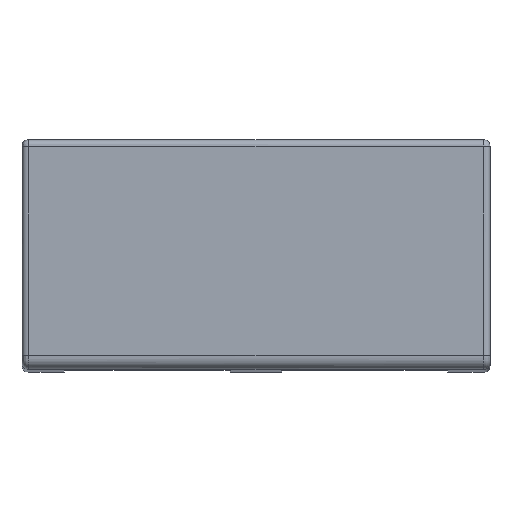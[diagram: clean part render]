
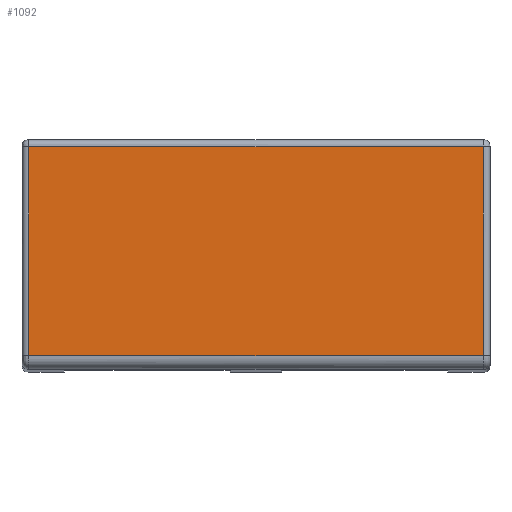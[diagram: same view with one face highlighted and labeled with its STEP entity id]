
A CAD part, top view. The second image highlights one B-rep face of the part: STEP entity #1092.
In plain terms, the highlighted planar face has unit normal (0, 0, 1).
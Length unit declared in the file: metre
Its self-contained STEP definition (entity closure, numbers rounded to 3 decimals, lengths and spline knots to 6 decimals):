
#51=B_SPLINE_CURVE_WITH_KNOTS('',3,(#1663,#1664,#1665,#1666),
 .UNSPECIFIED.,.F.,.F.,(4,4),(0.014578,0.985422),
 .UNSPECIFIED.);
#52=B_SPLINE_CURVE_WITH_KNOTS('',3,(#1669,#1670,#1671,#1672),
 .UNSPECIFIED.,.F.,.F.,(4,4),(0.,1.),.UNSPECIFIED.);
#53=B_SPLINE_CURVE_WITH_KNOTS('',3,(#1674,#1675,#1676,#1677),
 .UNSPECIFIED.,.F.,.F.,(4,4),(0.,1.),.UNSPECIFIED.);
#54=B_SPLINE_CURVE_WITH_KNOTS('',3,(#1679,#1680,#1681,#1682),
 .UNSPECIFIED.,.F.,.F.,(4,4),(0.,1.),.UNSPECIFIED.);
#393=ORIENTED_EDGE('',*,*,#697,.T.);
#394=ORIENTED_EDGE('',*,*,#698,.T.);
#395=ORIENTED_EDGE('',*,*,#699,.T.);
#396=ORIENTED_EDGE('',*,*,#700,.T.);
#697=EDGE_CURVE('',#843,#844,#51,.T.);
#698=EDGE_CURVE('',#844,#845,#52,.T.);
#699=EDGE_CURVE('',#845,#846,#53,.T.);
#700=EDGE_CURVE('',#846,#843,#54,.T.);
#843=VERTEX_POINT('',#1667);
#844=VERTEX_POINT('',#1668);
#845=VERTEX_POINT('',#1673);
#846=VERTEX_POINT('',#1678);
#905=EDGE_LOOP('',(#393,#394,#395,#396));
#979=FACE_BOUND('',#905,.T.);
#1051=PLANE('',#1176);
#1092=ADVANCED_FACE('',(#979),#1051,.T.);
#1176=AXIS2_PLACEMENT_3D('',#1662,#1328,#1329);
#1328=DIRECTION('',(0.,0.,1.));
#1329=DIRECTION('',(1.,0.,0.));
#1662=CARTESIAN_POINT('',(0.0093,-0.009247,0.03184));
#1663=CARTESIAN_POINT('',(-0.057295,-0.037926,0.03184));
#1664=CARTESIAN_POINT('',(-0.012898,-0.037926,0.03184));
#1665=CARTESIAN_POINT('',(0.031498,-0.037926,0.03184));
#1666=CARTESIAN_POINT('',(0.075895,-0.037926,0.03184));
#1667=CARTESIAN_POINT('',(-0.057295,-0.037926,0.03184));
#1668=CARTESIAN_POINT('',(0.075895,-0.037926,0.03184));
#1669=CARTESIAN_POINT('',(0.075895,-0.037926,0.03184));
#1670=CARTESIAN_POINT('',(0.075895,-0.017517,0.03184));
#1671=CARTESIAN_POINT('',(0.075895,0.002891,0.03184));
#1672=CARTESIAN_POINT('',(0.075895,0.0233,0.03184));
#1673=CARTESIAN_POINT('',(0.075895,0.0233,0.03184));
#1674=CARTESIAN_POINT('',(0.075895,0.0233,0.03184));
#1675=CARTESIAN_POINT('',(0.031498,0.0233,0.03184));
#1676=CARTESIAN_POINT('',(-0.012898,0.0233,0.03184));
#1677=CARTESIAN_POINT('',(-0.057295,0.0233,0.03184));
#1678=CARTESIAN_POINT('',(-0.057295,0.0233,0.03184));
#1679=CARTESIAN_POINT('',(-0.057295,0.0233,0.03184));
#1680=CARTESIAN_POINT('',(-0.057295,0.002891,0.03184));
#1681=CARTESIAN_POINT('',(-0.057295,-0.017517,0.03184));
#1682=CARTESIAN_POINT('',(-0.057295,-0.037926,0.03184));
